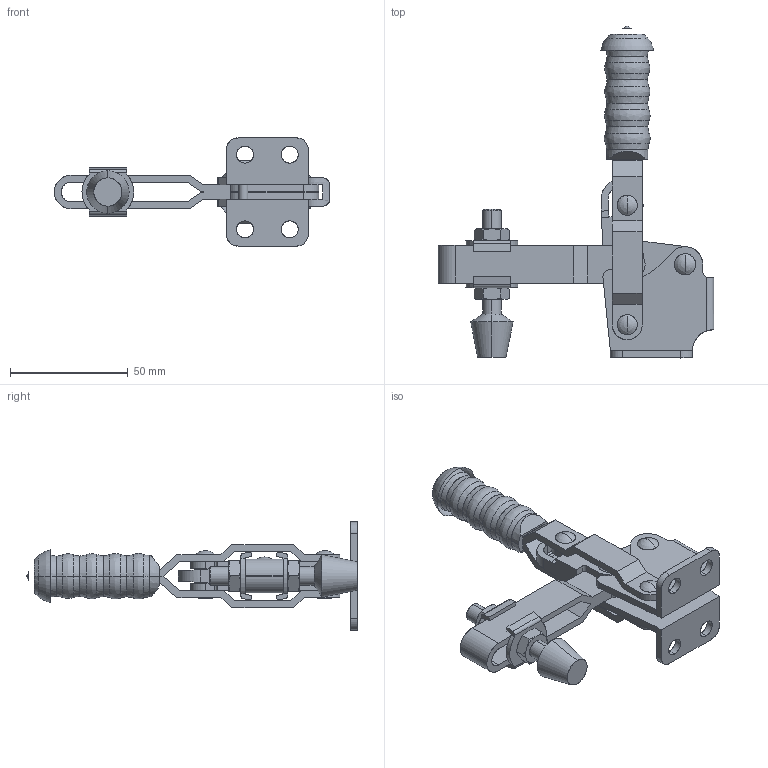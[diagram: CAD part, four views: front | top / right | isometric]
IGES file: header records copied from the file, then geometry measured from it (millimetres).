
Start section: SolidWorks IGES file using analytic representation for surfaces
Global section: file name: 6HGH-12130(簡化).IGS; native system: SolidWorks 2016; preprocessor: SolidWorks 2016; author: LinWei; date: 200330.162600; units: millimetre
Bounding box: 117.19 x 141.15 x 46 mm (x, y, z)
Surface area: 36076.6 mm2 (no closed solid volume)
Topology: 0 solids, 0 shells, 337 faces, 4700 edges, 4694 vertices
Faces by surface type: bspline 195, revolution 142
